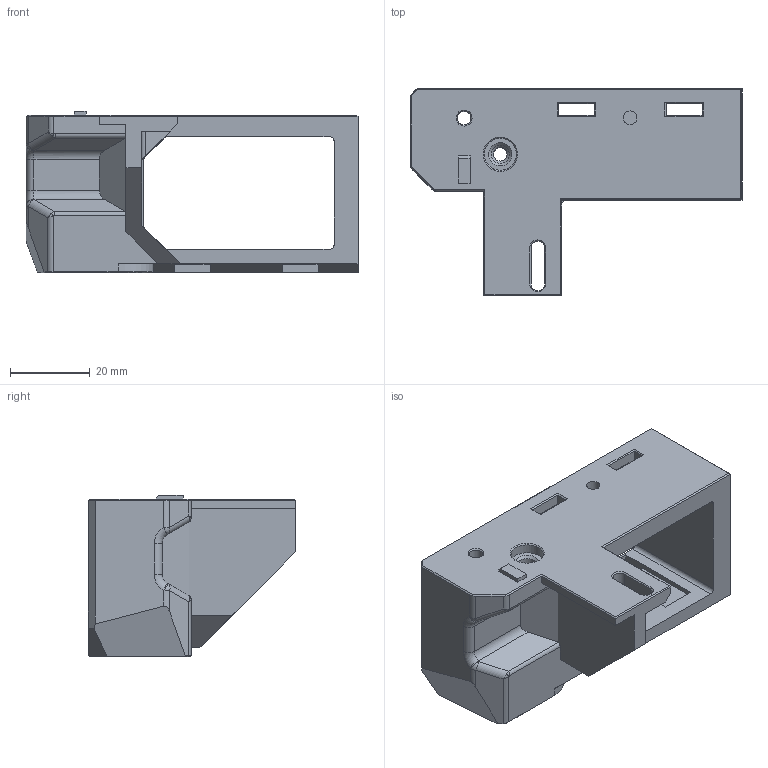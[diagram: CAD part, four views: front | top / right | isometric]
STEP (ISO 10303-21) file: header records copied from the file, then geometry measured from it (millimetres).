
FILE_DESCRIPTION(/* description */ (''),/* implementation_level */ '2;1');
FILE_NAME(/* name */ 'corner_rear_left_x1.step',/* time_stamp */ '2025-12-31T11:20:29-05:00',/* author */ (''),/* organization */ (''),/* preprocessor_version */ 'ST-DEVELOPER v20.1',/* originating_system */ 'Autodesk Translation Framework v14.21.0.0',/* authorisation */ '');
FILE_SCHEMA (('AUTOMOTIVE_DESIGN { 1 0 10303 214 3 1 1 }'));
Length unit declared in the file: millimetre
Products named in the file (1): corner_rear_left
Bounding box: 83.11 x 52 x 40.5 mm (x, y, z)
Volume: 48027.1 mm3; surface area: 17881.3 mm2
Topology: 1 solids, 1 shells, 211 faces, 530 edges, 324 vertices
Faces by surface type: plane 152, cylinder 30, cone 21, bspline 4, sphere 2, torus 2
Full cylindrical faces by diameter (mm): 3.4 x3, 4.6 x1, 6 x1, 6.2 x1, 8 x1
Entity records: 6548 total; most frequent: CARTESIAN_POINT 1403, ORIENTED_EDGE 1054, DIRECTION 1038, EDGE_CURVE 527, LINE 428, VECTOR 428, VERTEX_POINT 326, AXIS2_PLACEMENT_3D 305
